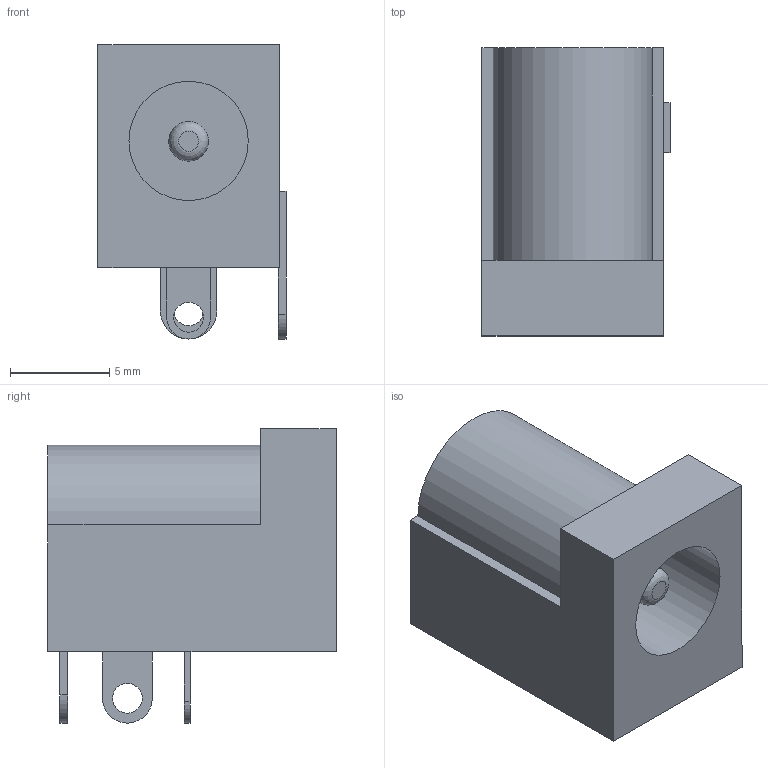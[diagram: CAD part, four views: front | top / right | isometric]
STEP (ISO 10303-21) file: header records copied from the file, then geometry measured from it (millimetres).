
FILE_DESCRIPTION(('FreeCAD Model'),'2;1');
FILE_NAME('jack_DC_2.1mm_PCB.step', '2016-06-23T12:24:40',('Author'),(''), 'Open CASCADE STEP processor 6.8','FreeCAD','Unknown');
FILE_SCHEMA(('AUTOMOTIVE_DESIGN_CC2 { 1 2 10303 214 -1 1 5 4 }'));
Length unit declared in the file: inch
Products named in the file (4): ASSEMBLY; body; core; pins
Assembly tree (3 placements, depth 2):
  ASSEMBLY
    body
    core
    pins
Bounding box: 9.46 x 14.5 x 14.8 mm (x, y, z)
Volume: 1056.8 mm3; surface area: 1043.8 mm2
Topology: 5 solids, 5 shells, 37 faces, 77 edges, 51 vertices
Faces by surface type: plane 27, cylinder 9, revolution 1
Full cylindrical faces by diameter (mm): 1.5 x3, 2 x1, 6 x1
Entity records: 2128 total; most frequent: CARTESIAN_POINT 356, DIRECTION 326, LINE 191, VECTOR 191, ORIENTED_EDGE 154, PCURVE 154, DEFINITIONAL_REPRESENTATION 154, EDGE_CURVE 77
